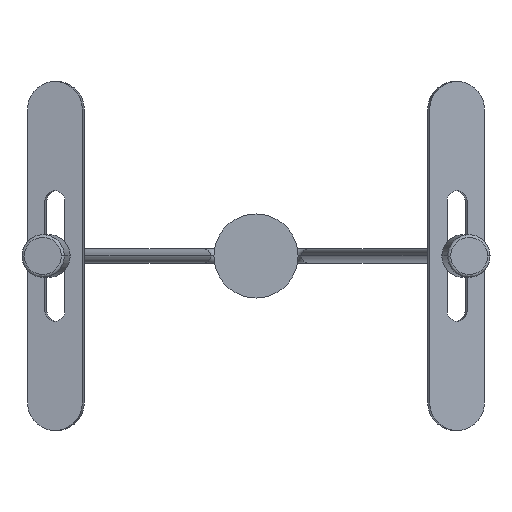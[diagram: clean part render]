
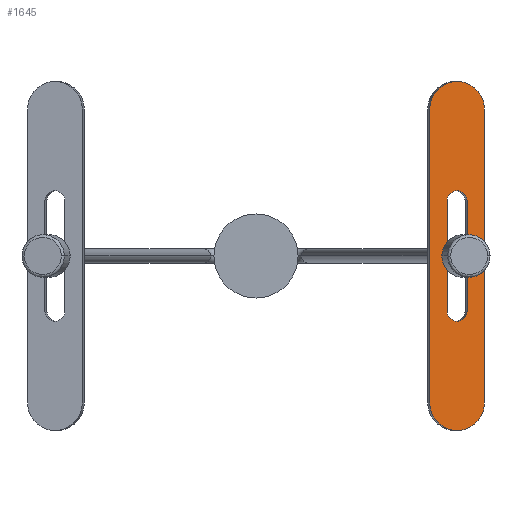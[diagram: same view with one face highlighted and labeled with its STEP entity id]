
A CAD part, front view. The second image highlights one B-rep face of the part: STEP entity #1645.
In plain terms, the highlighted face is planar.
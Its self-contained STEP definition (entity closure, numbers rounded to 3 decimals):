
#1458=CARTESIAN_POINT('',(1.77,0.,16.));
#1459=DIRECTION('',(1.,0.,0.));
#1460=DIRECTION('',(0.,1.,0.));
#1461=AXIS2_PLACEMENT_3D('',#1458,#1459,#1460);
#1463=DIRECTION('',(0.,0.,1.));
#1464=VECTOR('',#1463,32.);
#1465=CARTESIAN_POINT('',(1.77,3.,-16.));
#1466=LINE('',#1465,#1464);
#1467=CARTESIAN_POINT('',(1.77,0.,-16.));
#1468=DIRECTION('',(1.,0.,0.));
#1469=DIRECTION('',(0.,-1.,0.));
#1470=AXIS2_PLACEMENT_3D('',#1467,#1468,#1469);
#1472=DIRECTION('',(0.,0.,-1.));
#1473=VECTOR('',#1472,32.);
#1474=CARTESIAN_POINT('',(1.77,-3.,16.));
#1475=LINE('',#1474,#1473);
#1476=DIRECTION('',(0.,0.,-1.));
#1477=VECTOR('',#1476,12.);
#1478=CARTESIAN_POINT('',(1.77,1.1,6.));
#1479=LINE('',#1478,#1477);
#1480=CARTESIAN_POINT('',(1.77,0.,6.));
#1481=DIRECTION('',(1.,0.,0.));
#1482=DIRECTION('',(0.,1.,0.));
#1483=AXIS2_PLACEMENT_3D('',#1480,#1481,#1482);
#1485=DIRECTION('',(0.,0.,1.));
#1486=VECTOR('',#1485,12.);
#1487=CARTESIAN_POINT('',(1.77,-1.1,-6.));
#1488=LINE('',#1487,#1486);
#1489=CARTESIAN_POINT('',(1.77,0.,-6.));
#1490=DIRECTION('',(1.,0.,0.));
#1491=DIRECTION('',(0.,-1.,0.));
#1492=AXIS2_PLACEMENT_3D('',#1489,#1490,#1491);
#1518=CARTESIAN_POINT('',(1.77,3.,16.));
#1519=CARTESIAN_POINT('',(1.77,-3.,16.));
#1520=VERTEX_POINT('',#1518);
#1521=VERTEX_POINT('',#1519);
#1522=CARTESIAN_POINT('',(1.77,-3.,-16.));
#1523=VERTEX_POINT('',#1522);
#1524=CARTESIAN_POINT('',(1.77,3.,-16.));
#1525=VERTEX_POINT('',#1524);
#1534=CARTESIAN_POINT('',(1.77,1.1,6.));
#1535=CARTESIAN_POINT('',(1.77,1.1,-6.));
#1536=VERTEX_POINT('',#1534);
#1537=VERTEX_POINT('',#1535);
#1538=CARTESIAN_POINT('',(1.77,-1.1,-6.));
#1539=VERTEX_POINT('',#1538);
#1540=CARTESIAN_POINT('',(1.77,-1.1,6.));
#1541=VERTEX_POINT('',#1540);
#1624=CARTESIAN_POINT('',(1.77,0.,0.));
#1625=DIRECTION('',(1.,0.,0.));
#1626=DIRECTION('',(0.,0.,-1.));
#1627=AXIS2_PLACEMENT_3D('',#1624,#1625,#1626);
#1628=PLANE('',#1627);
#1629=ORIENTED_EDGE('',*,*,#1576,.F.);
#1630=ORIENTED_EDGE('',*,*,#1591,.F.);
#1631=ORIENTED_EDGE('',*,*,#1605,.F.);
#1632=ORIENTED_EDGE('',*,*,#1618,.F.);
#1633=EDGE_LOOP('',(#1629,#1630,#1631,#1632));
#1634=FACE_OUTER_BOUND('',#1633,.F.);
#1636=ORIENTED_EDGE('',*,*,#1635,.F.);
#1638=ORIENTED_EDGE('',*,*,#1637,.T.);
#1640=ORIENTED_EDGE('',*,*,#1639,.F.);
#1642=ORIENTED_EDGE('',*,*,#1641,.T.);
#1643=EDGE_LOOP('',(#1636,#1638,#1640,#1642));
#1644=FACE_BOUND('',#1643,.F.);
#1645=ADVANCED_FACE('',(#1634,#1644),#1628,.T.);
#1462=CIRCLE('',#1461,3.);
#1471=CIRCLE('',#1470,3.);
#1484=CIRCLE('',#1483,1.1);
#1493=CIRCLE('',#1492,1.1);
#1576=EDGE_CURVE('',#1520,#1521,#1462,.T.);
#1591=EDGE_CURVE('',#1525,#1520,#1466,.T.);
#1605=EDGE_CURVE('',#1523,#1525,#1471,.T.);
#1618=EDGE_CURVE('',#1521,#1523,#1475,.T.);
#1635=EDGE_CURVE('',#1536,#1537,#1479,.T.);
#1637=EDGE_CURVE('',#1536,#1541,#1484,.T.);
#1639=EDGE_CURVE('',#1539,#1541,#1488,.T.);
#1641=EDGE_CURVE('',#1539,#1537,#1493,.T.);
